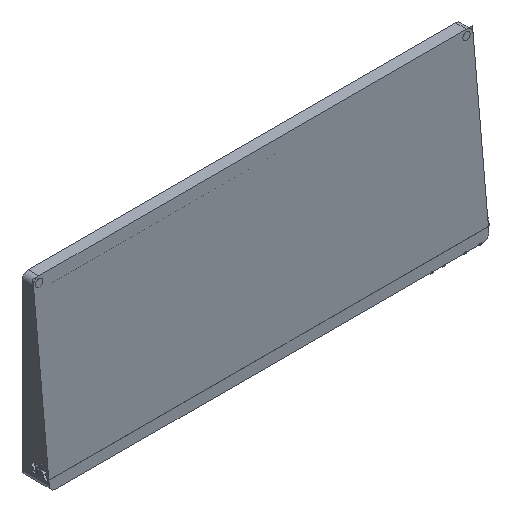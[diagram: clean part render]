
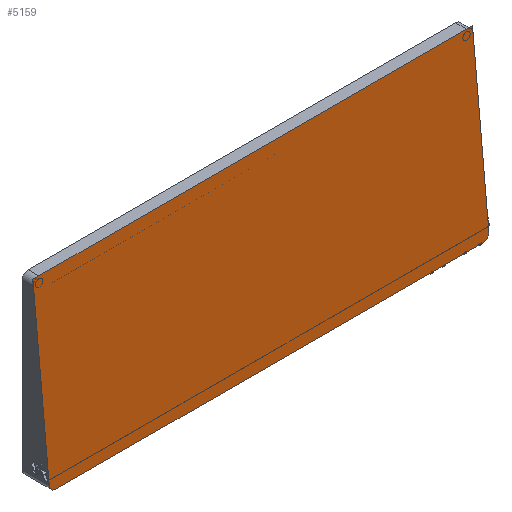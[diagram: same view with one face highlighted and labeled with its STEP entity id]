
A CAD part, isometric view. The second image highlights one B-rep face of the part: STEP entity #5159.
In plain terms, the highlighted planar face has unit normal (0, -0.995, 0.096).
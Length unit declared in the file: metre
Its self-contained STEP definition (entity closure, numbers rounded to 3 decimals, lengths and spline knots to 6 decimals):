
#29=ELLIPSE('',#6990,0.005023,0.005);
#30=ELLIPSE('',#6991,0.005023,0.005);
#783=ORIENTED_EDGE('',*,*,#2171,.T.);
#784=ORIENTED_EDGE('',*,*,#2172,.T.);
#785=ORIENTED_EDGE('',*,*,#2037,.F.);
#786=ORIENTED_EDGE('',*,*,#2173,.T.);
#787=ORIENTED_EDGE('',*,*,#2174,.F.);
#788=ORIENTED_EDGE('',*,*,#2132,.T.);
#789=ORIENTED_EDGE('',*,*,#2175,.T.);
#790=ORIENTED_EDGE('',*,*,#2133,.T.);
#2037=EDGE_CURVE('',#2739,#2740,#3205,.T.);
#2132=EDGE_CURVE('',#2829,#2830,#3298,.T.);
#2133=EDGE_CURVE('',#2831,#2832,#3299,.T.);
#2171=EDGE_CURVE('',#2832,#2860,#3320,.T.);
#2172=EDGE_CURVE('',#2860,#2740,#29,.F.);
#2173=EDGE_CURVE('',#2739,#2861,#30,.F.);
#2174=EDGE_CURVE('',#2829,#2861,#3321,.T.);
#2175=EDGE_CURVE('',#2830,#2831,#3322,.T.);
#2739=VERTEX_POINT('',#9050);
#2740=VERTEX_POINT('',#9052);
#2829=VERTEX_POINT('',#9239);
#2830=VERTEX_POINT('',#9241);
#2831=VERTEX_POINT('',#9245);
#2832=VERTEX_POINT('',#9246);
#2860=VERTEX_POINT('',#9597);
#2861=VERTEX_POINT('',#9600);
#3205=LINE('',#9051,#3727);
#3298=LINE('',#9242,#3820);
#3299=LINE('',#9244,#3821);
#3320=LINE('',#9596,#3842);
#3321=LINE('',#9601,#3843);
#3322=LINE('',#9602,#3844);
#3727=VECTOR('',#7523,1.);
#3820=VECTOR('',#7630,1.);
#3821=VECTOR('',#7633,1.);
#3842=VECTOR('',#7674,1.);
#3843=VECTOR('',#7679,1.);
#3844=VECTOR('',#7680,1.);
#4225=EDGE_LOOP('',(#783,#784,#785,#786,#787,#788,#789,#790));
#4609=FACE_BOUND('',#4225,.T.);
#4938=PLANE('',#6989);
#5159=ADVANCED_FACE('',(#4609),#4938,.F.);
#6989=AXIS2_PLACEMENT_3D('',#9595,#7672,#7673);
#6990=AXIS2_PLACEMENT_3D('',#9598,#7675,#7676);
#6991=AXIS2_PLACEMENT_3D('',#9599,#7677,#7678);
#7523=DIRECTION('',(-1.,0.,0.));
#7630=DIRECTION('',(-1.,0.,0.));
#7633=DIRECTION('',(-1.,0.,0.));
#7672=DIRECTION('',(0.,0.995,-0.095));
#7673=DIRECTION('',(0.,0.095,0.995));
#7674=DIRECTION('',(0.,-0.095,-0.995));
#7675=DIRECTION('',(0.,0.995,-0.095));
#7676=DIRECTION('',(0.,0.095,0.995));
#7677=DIRECTION('',(0.,0.995,-0.095));
#7678=DIRECTION('',(0.,-0.095,-0.995));
#7679=DIRECTION('',(0.,-0.095,-0.995));
#7680=DIRECTION('',(-1.,0.,0.));
#9050=CARTESIAN_POINT('',(0.177,-0.014,-0.073));
#9051=CARTESIAN_POINT('',(0.182,-0.014,-0.073));
#9052=CARTESIAN_POINT('',(-0.177,-0.014,-0.073));
#9239=CARTESIAN_POINT('',(0.182,0.,0.073));
#9241=CARTESIAN_POINT('',(0.177,0.,0.073));
#9242=CARTESIAN_POINT('',(0.182,0.,0.073));
#9244=CARTESIAN_POINT('',(0.182,0.,0.073));
#9245=CARTESIAN_POINT('',(-0.177,0.,0.073));
#9246=CARTESIAN_POINT('',(-0.182,0.,0.073));
#9595=CARTESIAN_POINT('',(0.182,-0.007,0.));
#9596=CARTESIAN_POINT('',(-0.182,-0.007,0.));
#9597=CARTESIAN_POINT('',(-0.182,-0.013521,-0.068));
#9598=CARTESIAN_POINT('',(-0.177,-0.013521,-0.068));
#9599=CARTESIAN_POINT('',(0.177,-0.013521,-0.068));
#9600=CARTESIAN_POINT('',(0.182,-0.013521,-0.068));
#9601=CARTESIAN_POINT('',(0.182,-0.007,0.));
#9602=CARTESIAN_POINT('',(0.,0.,0.073));
